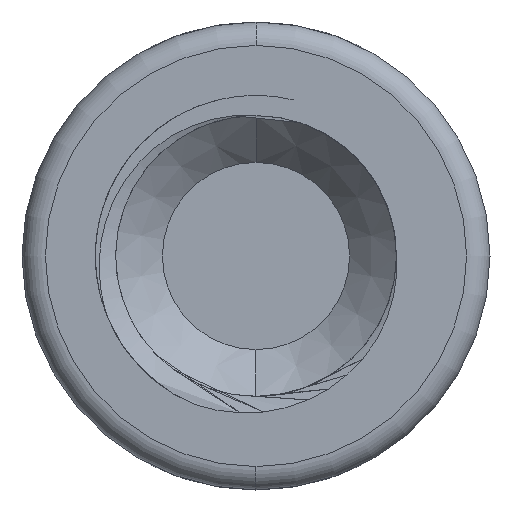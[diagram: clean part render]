
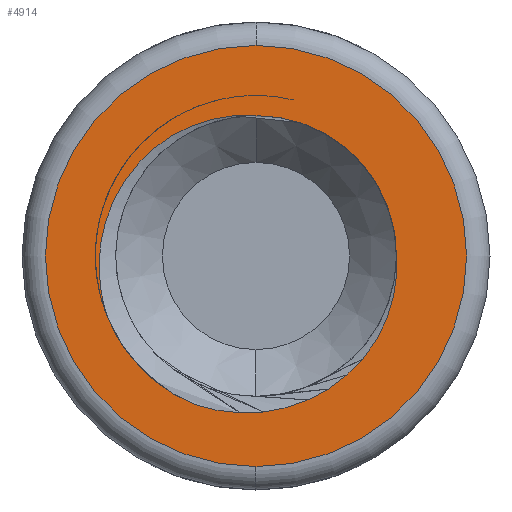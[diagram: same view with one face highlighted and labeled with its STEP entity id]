
A CAD part, left-side view. The second image highlights one B-rep face of the part: STEP entity #4914.
In plain terms, the highlighted planar face has unit normal (-1, 0, 0).
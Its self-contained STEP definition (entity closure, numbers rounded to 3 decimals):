
#206 = ORIENTED_EDGE ( 'NONE', *, *, #12676, .T. ) ;
#278 = DIRECTION ( 'NONE',  ( -1., 0., 0. ) ) ;
#348 = AXIS2_PLACEMENT_3D ( 'NONE', #9329, #13885, #3287 ) ;
#377 = DIRECTION ( 'NONE',  ( 0., 0., 1. ) ) ;
#1001 = CARTESIAN_POINT ( 'NONE',  ( -35., 1.775, 2.596 ) ) ;
#1263 = CARTESIAN_POINT ( 'NONE',  ( -35., 1.062, -3.257 ) ) ;
#1457 = CARTESIAN_POINT ( 'NONE',  ( -35., -3., 0. ) ) ;
#1622 = DIRECTION ( 'NONE',  ( 0., 0., 1. ) ) ;
#2360 = B_SPLINE_CURVE_WITH_KNOTS ( 'NONE', 3,
 ( #2541, #8687, #19510, #10308, #3093, #4613, #6414, #11064, #4812, #7526 ),
 .UNSPECIFIED., .F., .F.,
 ( 4, 2, 2, 2, 4 ),
 ( 0., 0.001, 0.001, 0.002, 0.003 ),
 .UNSPECIFIED. ) ;
#2541 = CARTESIAN_POINT ( 'NONE',  ( -35., 3.172, -1.314 ) ) ;
#2982 = DIRECTION ( 'NONE',  ( -1., 0., 0. ) ) ;
#3052 = VERTEX_POINT ( 'NONE', #13707 ) ;
#3093 = CARTESIAN_POINT ( 'NONE',  ( -35., 2.584, -2.271 ) ) ;
#3287 = DIRECTION ( 'NONE',  ( 0., 0., -1. ) ) ;
#3451 = ORIENTED_EDGE ( 'NONE', *, *, #5664, .F. ) ;
#3933 = CARTESIAN_POINT ( 'NONE',  ( -35., 3.257, -1.062 ) ) ;
#4127 = ORIENTED_EDGE ( 'NONE', *, *, #8476, .F. ) ;
#4157 = CIRCLE ( 'NONE', #18975, 4.5 ) ;
#4273 = DIRECTION ( 'NONE',  ( -1., 0., 0. ) ) ;
#4334 = CARTESIAN_POINT ( 'NONE',  ( -35., 3.285, 0.508 ) ) ;
#4405 = CARTESIAN_POINT ( 'NONE',  ( -35., -0.506, -3.277 ) ) ;
#4497 = CARTESIAN_POINT ( 'NONE',  ( -35., -3.003, -0.529 ) ) ;
#4533 = CARTESIAN_POINT ( 'NONE',  ( -35., -3., 0. ) ) ;
#4598 = CARTESIAN_POINT ( 'NONE',  ( -35., -0.762, -3.209 ) ) ;
#4613 = CARTESIAN_POINT ( 'NONE',  ( -35., 2.268, -2.587 ) ) ;
#4812 = CARTESIAN_POINT ( 'NONE',  ( -35., 1.523, -3.085 ) ) ;
#4914 = ADVANCED_FACE ( 'NONE', ( #7708, #15407 ), #18640, .F. ) ;
#5162 = VERTEX_POINT ( 'NONE', #13369 ) ;
#5664 = EDGE_CURVE ( 'NONE', #18343, #16526, #14837, .T. ) ;
#5839 = CARTESIAN_POINT ( 'NONE',  ( -35., 0., 3. ) ) ;
#5910 = CARTESIAN_POINT ( 'NONE',  ( -35., 0.012, -3.358 ) ) ;
#6414 = CARTESIAN_POINT ( 'NONE',  ( -35., 2.096, -2.728 ) ) ;
#7144 = CARTESIAN_POINT ( 'NONE',  ( -35., 3.216, 0.766 ) ) ;
#7342 = CARTESIAN_POINT ( 'NONE',  ( -35., 2.403, 2.11 ) ) ;
#7510 = CARTESIAN_POINT ( 'NONE',  ( -35., -2.11, -2.403 ) ) ;
#7526 = CARTESIAN_POINT ( 'NONE',  ( -35., 1.314, -3.172 ) ) ;
#7708 = FACE_OUTER_BOUND ( 'NONE', #12947, .T. ) ;
#8017 = CIRCLE ( 'NONE', #19968, 4.5 ) ;
#8476 = EDGE_CURVE ( 'NONE', #5162, #15755, #13978, .T. ) ;
#8687 = CARTESIAN_POINT ( 'NONE',  ( -35., 3.085, -1.523 ) ) ;
#8857 = CARTESIAN_POINT ( 'NONE',  ( -35., 0.528, 3.003 ) ) ;
#9021 = CARTESIAN_POINT ( 'NONE',  ( -35., -1.485, -2.893 ) ) ;
#9111 = CARTESIAN_POINT ( 'NONE',  ( -35., -2.449, -2.002 ) ) ;
#9120 = DIRECTION ( 'NONE',  ( 0., 0., 1. ) ) ;
#9329 = CARTESIAN_POINT ( 'NONE',  ( -35., 3., 0. ) ) ;
#9849 = CARTESIAN_POINT ( 'NONE',  ( -35., 0., 0. ) ) ;
#10308 = CARTESIAN_POINT ( 'NONE',  ( -35., 2.729, -2.095 ) ) ;
#10472 = CARTESIAN_POINT ( 'NONE',  ( -35., 3.358, -0.012 ) ) ;
#10604 = CIRCLE ( 'NONE', #18370, 3. ) ;
#10643 = CARTESIAN_POINT ( 'NONE',  ( -35., -3.019, -0.266 ) ) ;
#11064 = CARTESIAN_POINT ( 'NONE',  ( -35., 1.723, -2.978 ) ) ;
#11801 = CARTESIAN_POINT ( 'NONE',  ( -35., 2.001, 2.45 ) ) ;
#11852 = ORIENTED_EDGE ( 'NONE', *, *, #17414, .F. ) ;
#11972 = CARTESIAN_POINT ( 'NONE',  ( -35., 1.314, -3.172 ) ) ;
#12676 = EDGE_CURVE ( 'NONE', #3052, #18304, #4157, .T. ) ;
#12830 = CARTESIAN_POINT ( 'NONE',  ( -35., 0., 4.5 ) ) ;
#12947 = EDGE_LOOP ( 'NONE', ( #16072, #206 ) ) ;
#13320 = CARTESIAN_POINT ( 'NONE',  ( -35., 1.419, 2.765 ) ) ;
#13369 = CARTESIAN_POINT ( 'NONE',  ( -35., 1.314, -3.172 ) ) ;
#13386 = CARTESIAN_POINT ( 'NONE',  ( -35., -2.595, -1.776 ) ) ;
#13515 = CARTESIAN_POINT ( 'NONE',  ( -35., 2.582, 1.916 ) ) ;
#13687 = CARTESIAN_POINT ( 'NONE',  ( -35., -2.904, -1.05 ) ) ;
#13707 = CARTESIAN_POINT ( 'NONE',  ( -35., 0., -4.5 ) ) ;
#13885 = DIRECTION ( 'NONE',  ( 1., 0., 0. ) ) ;
#13978 = B_SPLINE_CURVE_WITH_KNOTS ( 'NONE', 3,
 ( #11972, #1263, #14917, #19743, #5910, #15302, #4405, #4598, #19833, #16521, #9021, #15206, #7510, #9111, #13386, #19547, #13687, #4497, #10643, #1457 ),
 .UNSPECIFIED., .F., .F.,
 ( 4, 2, 2, 2, 2, 2, 2, 2, 2, 4 ),
 ( 0., 0.001, 0.002, 0.002, 0.002, 0.003, 0.004, 0.005, 0.006, 0.006 ),
 .UNSPECIFIED. ) ;
#14587 = ORIENTED_EDGE ( 'NONE', *, *, #16325, .F. ) ;
#14837 = B_SPLINE_CURVE_WITH_KNOTS ( 'NONE', 3,
 ( #5839, #14840, #8857, #17767, #19768, #19477, #13320, #1001, #11801, #7342, #13515, #18180, #14949, #7144, #4334, #10472, #17974, #16446, #3933, #16650 ),
 .UNSPECIFIED., .F., .F.,
 ( 4, 2, 2, 2, 2, 2, 2, 2, 2, 4 ),
 ( 0., 0.001, 0.001, 0.002, 0.002, 0.003, 0.004, 0.005, 0.006, 0.006 ),
 .UNSPECIFIED. ) ;
#14840 = CARTESIAN_POINT ( 'NONE',  ( -35., 0.266, 3.019 ) ) ;
#14917 = CARTESIAN_POINT ( 'NONE',  ( -35., 0.805, -3.312 ) ) ;
#14949 = CARTESIAN_POINT ( 'NONE',  ( -35., 3.02, 1.256 ) ) ;
#15206 = CARTESIAN_POINT ( 'NONE',  ( -35., -1.915, -2.583 ) ) ;
#15302 = CARTESIAN_POINT ( 'NONE',  ( -35., -0.378, -3.303 ) ) ;
#15407 = FACE_BOUND ( 'NONE', #17446, .T. ) ;
#15460 = CARTESIAN_POINT ( 'NONE',  ( -35., 0., 0. ) ) ;
#15755 = VERTEX_POINT ( 'NONE', #4533 ) ;
#15865 = CARTESIAN_POINT ( 'NONE',  ( -35., 0., 3. ) ) ;
#16072 = ORIENTED_EDGE ( 'NONE', *, *, #19628, .T. ) ;
#16325 = EDGE_CURVE ( 'NONE', #15755, #18343, #10604, .T. ) ;
#16446 = CARTESIAN_POINT ( 'NONE',  ( -35., 3.312, -0.805 ) ) ;
#16521 = CARTESIAN_POINT ( 'NONE',  ( -35., -1.255, -3.02 ) ) ;
#16526 = VERTEX_POINT ( 'NONE', #19326 ) ;
#16650 = CARTESIAN_POINT ( 'NONE',  ( -35., 3.172, -1.314 ) ) ;
#17414 = EDGE_CURVE ( 'NONE', #16526, #5162, #2360, .T. ) ;
#17446 = EDGE_LOOP ( 'NONE', ( #3451, #14587, #4127, #11852 ) ) ;
#17767 = CARTESIAN_POINT ( 'NONE',  ( -35., 0.916, 2.929 ) ) ;
#17974 = CARTESIAN_POINT ( 'NONE',  ( -35., 3.363, -0.28 ) ) ;
#18180 = CARTESIAN_POINT ( 'NONE',  ( -35., 2.893, 1.486 ) ) ;
#18304 = VERTEX_POINT ( 'NONE', #12830 ) ;
#18343 = VERTEX_POINT ( 'NONE', #15865 ) ;
#18346 = CARTESIAN_POINT ( 'NONE',  ( -35., 0., 0. ) ) ;
#18370 = AXIS2_PLACEMENT_3D ( 'NONE', #18346, #2982, #9120 ) ;
#18640 = PLANE ( 'NONE',  #348 ) ;
#18975 = AXIS2_PLACEMENT_3D ( 'NONE', #15460, #4273, #1622 ) ;
#19326 = CARTESIAN_POINT ( 'NONE',  ( -35., 3.172, -1.314 ) ) ;
#19477 = CARTESIAN_POINT ( 'NONE',  ( -35., 1.297, 2.814 ) ) ;
#19510 = CARTESIAN_POINT ( 'NONE',  ( -35., 2.978, -1.722 ) ) ;
#19547 = CARTESIAN_POINT ( 'NONE',  ( -35., -2.821, -1.302 ) ) ;
#19628 = EDGE_CURVE ( 'NONE', #18304, #3052, #8017, .T. ) ;
#19743 = CARTESIAN_POINT ( 'NONE',  ( -35., 0.28, -3.363 ) ) ;
#19768 = CARTESIAN_POINT ( 'NONE',  ( -35., 1.046, 2.896 ) ) ;
#19833 = CARTESIAN_POINT ( 'NONE',  ( -35., -0.888, -3.167 ) ) ;
#19968 = AXIS2_PLACEMENT_3D ( 'NONE', #9849, #278, #377 ) ;
